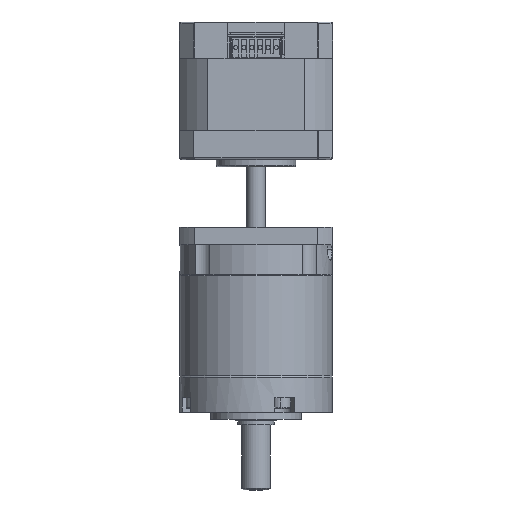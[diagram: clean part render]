
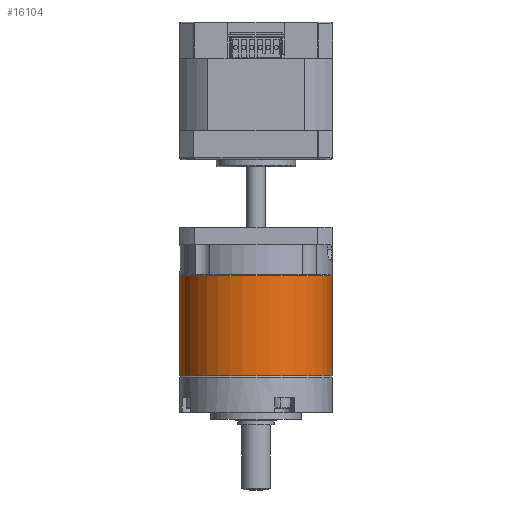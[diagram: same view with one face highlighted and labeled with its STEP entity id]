
A CAD part, front view. The second image highlights one B-rep face of the part: STEP entity #16104.
In plain terms, the highlighted cylindrical face has radius 21 mm (diameter 42 mm), a partial arc.
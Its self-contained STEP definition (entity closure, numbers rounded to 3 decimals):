
#149 = CIRCLE ( 'NONE', #15231, 21. ) ;
#270 = VERTEX_POINT ( 'NONE', #7473 ) ;
#369 = CARTESIAN_POINT ( 'NONE',  ( 0., 0., 0. ) ) ;
#879 = VERTEX_POINT ( 'NONE', #7313 ) ;
#2440 = DIRECTION ( 'NONE',  ( 0., 0., -1. ) ) ;
#2458 = FACE_OUTER_BOUND ( 'NONE', #19733, .T. ) ;
#2894 = CARTESIAN_POINT ( 'NONE',  ( 0., 0., -28. ) ) ;
#3189 = AXIS2_PLACEMENT_3D ( 'NONE', #369, #2440, #19609 ) ;
#4173 = ORIENTED_EDGE ( 'NONE', *, *, #4929, .T. ) ;
#4550 = ORIENTED_EDGE ( 'NONE', *, *, #7068, .T. ) ;
#4634 = DIRECTION ( 'NONE',  ( 1., 0., 0. ) ) ;
#4723 = DIRECTION ( 'NONE',  ( 0., 0., 1. ) ) ;
#4929 = EDGE_CURVE ( 'NONE', #16716, #879, #11653, .T. ) ;
#4958 = EDGE_CURVE ( 'NONE', #20982, #16716, #149, .T. ) ;
#6580 = DIRECTION ( 'NONE',  ( 0., 0., 1. ) ) ;
#7068 = EDGE_CURVE ( 'NONE', #879, #270, #7993, .T. ) ;
#7313 = CARTESIAN_POINT ( 'NONE',  ( 21., 0., 0. ) ) ;
#7473 = CARTESIAN_POINT ( 'NONE',  ( -21., 0., 0. ) ) ;
#7993 = CIRCLE ( 'NONE', #3189, 21. ) ;
#8380 = DIRECTION ( 'NONE',  ( 0., 0., 1. ) ) ;
#8483 = VECTOR ( 'NONE', #8380, 1000. ) ;
#10182 = CARTESIAN_POINT ( 'NONE',  ( 0., 0., -27.7 ) ) ;
#11653 = LINE ( 'NONE', #22238, #17437 ) ;
#12994 = CARTESIAN_POINT ( 'NONE',  ( 21., 0., -27.7 ) ) ;
#15231 = AXIS2_PLACEMENT_3D ( 'NONE', #10182, #4723, #16711 ) ;
#15349 = ORIENTED_EDGE ( 'NONE', *, *, #18715, .F. ) ;
#15361 = CYLINDRICAL_SURFACE ( 'NONE', #16106, 21. ) ;
#16104 = ADVANCED_FACE ( 'NONE', ( #2458 ), #15361, .T. ) ;
#16106 = AXIS2_PLACEMENT_3D ( 'NONE', #2894, #6580, #4634 ) ;
#16438 = CARTESIAN_POINT ( 'NONE',  ( -21., 0., -27.7 ) ) ;
#16711 = DIRECTION ( 'NONE',  ( 1., 0., 0. ) ) ;
#16716 = VERTEX_POINT ( 'NONE', #12994 ) ;
#16984 = CARTESIAN_POINT ( 'NONE',  ( -21., 0., -28. ) ) ;
#17437 = VECTOR ( 'NONE', #18667, 1000. ) ;
#17554 = ORIENTED_EDGE ( 'NONE', *, *, #4958, .T. ) ;
#18667 = DIRECTION ( 'NONE',  ( 0., 0., 1. ) ) ;
#18715 = EDGE_CURVE ( 'NONE', #20982, #270, #19071, .T. ) ;
#19071 = LINE ( 'NONE', #16984, #8483 ) ;
#19609 = DIRECTION ( 'NONE',  ( 1., 0., 0. ) ) ;
#19733 = EDGE_LOOP ( 'NONE', ( #15349, #17554, #4173, #4550 ) ) ;
#20982 = VERTEX_POINT ( 'NONE', #16438 ) ;
#22238 = CARTESIAN_POINT ( 'NONE',  ( 21., 0., -28. ) ) ;
